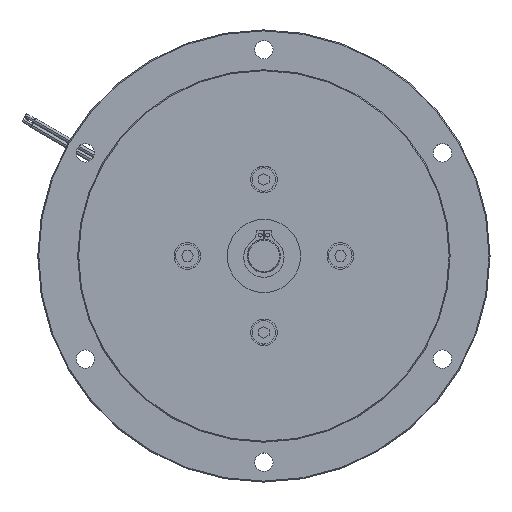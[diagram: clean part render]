
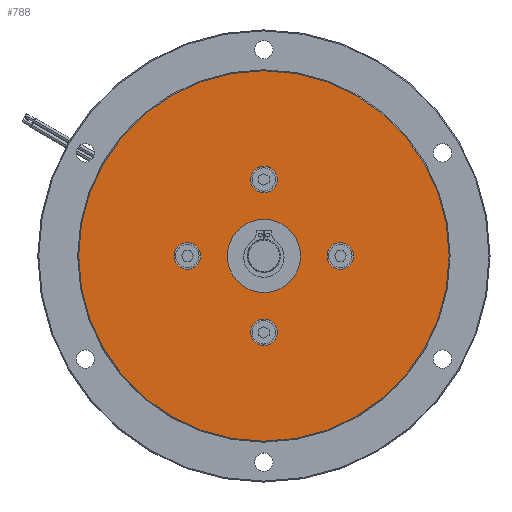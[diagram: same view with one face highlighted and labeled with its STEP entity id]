
A CAD part, top view. The second image highlights one B-rep face of the part: STEP entity #788.
In plain terms, the highlighted planar face has unit normal (0, 0, 1).
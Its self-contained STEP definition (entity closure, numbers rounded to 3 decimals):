
#71 = DIRECTION ( 'NONE',  ( 0., 0., 1. ) ) ;
#137 = EDGE_CURVE ( 'NONE', #4629, #4795, #2572, .T. ) ;
#301 = EDGE_LOOP ( 'NONE', ( #598, #5974 ) ) ;
#415 = CIRCLE ( 'NONE', #4762, 4. ) ;
#440 = CARTESIAN_POINT ( 'NONE',  ( 0., -23., 18.943 ) ) ;
#582 = DIRECTION ( 'NONE',  ( 0., 1., 0. ) ) ;
#598 = ORIENTED_EDGE ( 'NONE', *, *, #2847, .F. ) ;
#607 = EDGE_CURVE ( 'NONE', #1254, #4684, #4136, .T. ) ;
#620 = DIRECTION ( 'NONE',  ( 0., 0., 1. ) ) ;
#628 = DIRECTION ( 'NONE',  ( 0., 0., 1. ) ) ;
#703 = EDGE_CURVE ( 'NONE', #2354, #3919, #6508, .T. ) ;
#718 = DIRECTION ( 'NONE',  ( 0., 0., 1. ) ) ;
#734 = CIRCLE ( 'NONE', #1580, 11. ) ;
#788 = ADVANCED_FACE ( 'NONE', ( #5958, #7534, #1836, #4406, #2846, #6128 ), #1215, .T. ) ;
#1033 = DIRECTION ( 'NONE',  ( 0., 1., 0. ) ) ;
#1054 = CARTESIAN_POINT ( 'NONE',  ( -23., 4., 18.943 ) ) ;
#1064 = ORIENTED_EDGE ( 'NONE', *, *, #6557, .F. ) ;
#1162 = AXIS2_PLACEMENT_3D ( 'NONE', #4366, #4108, #582 ) ;
#1215 = PLANE ( 'NONE',  #1162 ) ;
#1221 = CIRCLE ( 'NONE', #6946, 4. ) ;
#1254 = VERTEX_POINT ( 'NONE', #7240 ) ;
#1428 = CARTESIAN_POINT ( 'NONE',  ( 0., 0., 18.943 ) ) ;
#1449 = DIRECTION ( 'NONE',  ( 0., 1., 0. ) ) ;
#1580 = AXIS2_PLACEMENT_3D ( 'NONE', #2860, #6962, #3463 ) ;
#1771 = ORIENTED_EDGE ( 'NONE', *, *, #2419, .T. ) ;
#1836 = FACE_BOUND ( 'NONE', #301, .T. ) ;
#2185 = AXIS2_PLACEMENT_3D ( 'NONE', #2564, #6671, #3172 ) ;
#2354 = VERTEX_POINT ( 'NONE', #4120 ) ;
#2380 = AXIS2_PLACEMENT_3D ( 'NONE', #5702, #7609, #3686 ) ;
#2406 = VERTEX_POINT ( 'NONE', #2562 ) ;
#2419 = EDGE_CURVE ( 'NONE', #2406, #4892, #2816, .T. ) ;
#2562 = CARTESIAN_POINT ( 'NONE',  ( 0., -55.711, 18.943 ) ) ;
#2564 = CARTESIAN_POINT ( 'NONE',  ( 0., 23., 18.943 ) ) ;
#2572 = CIRCLE ( 'NONE', #2380, 4. ) ;
#2582 = CARTESIAN_POINT ( 'NONE',  ( 0., 27., 18.943 ) ) ;
#2623 = CARTESIAN_POINT ( 'NONE',  ( 0., 23., 18.943 ) ) ;
#2636 = CARTESIAN_POINT ( 'NONE',  ( 0., 19., 18.943 ) ) ;
#2816 = CIRCLE ( 'NONE', #5845, 55.711 ) ;
#2846 = FACE_BOUND ( 'NONE', #3724, .T. ) ;
#2847 = EDGE_CURVE ( 'NONE', #6086, #5536, #415, .T. ) ;
#2860 = CARTESIAN_POINT ( 'NONE',  ( 0., 0., 18.943 ) ) ;
#2939 = DIRECTION ( 'NONE',  ( 0., 0., 1. ) ) ;
#3074 = ORIENTED_EDGE ( 'NONE', *, *, #5889, .F. ) ;
#3172 = DIRECTION ( 'NONE',  ( 0., 1., 0. ) ) ;
#3212 = DIRECTION ( 'NONE',  ( 0., 1., 0. ) ) ;
#3439 = ORIENTED_EDGE ( 'NONE', *, *, #6085, .T. ) ;
#3463 = DIRECTION ( 'NONE',  ( 0., 1., 0. ) ) ;
#3471 = AXIS2_PLACEMENT_3D ( 'NONE', #4154, #628, #4742 ) ;
#3598 = CARTESIAN_POINT ( 'NONE',  ( 0., 0., 18.943 ) ) ;
#3686 = DIRECTION ( 'NONE',  ( 0., 1., 0. ) ) ;
#3707 = EDGE_LOOP ( 'NONE', ( #3074, #6119 ) ) ;
#3721 = CARTESIAN_POINT ( 'NONE',  ( -23., -4., 18.943 ) ) ;
#3724 = EDGE_LOOP ( 'NONE', ( #5559, #1064 ) ) ;
#3870 = EDGE_LOOP ( 'NONE', ( #5388, #5364 ) ) ;
#3919 = VERTEX_POINT ( 'NONE', #6190 ) ;
#3974 = CIRCLE ( 'NONE', #2185, 4. ) ;
#4108 = DIRECTION ( 'NONE',  ( 0., 0., 1. ) ) ;
#4120 = CARTESIAN_POINT ( 'NONE',  ( 0., -27., 18.943 ) ) ;
#4136 = CIRCLE ( 'NONE', #6948, 11. ) ;
#4139 = EDGE_CURVE ( 'NONE', #5536, #6086, #5267, .T. ) ;
#4143 = CARTESIAN_POINT ( 'NONE',  ( 23., 0., 18.943 ) ) ;
#4150 = ORIENTED_EDGE ( 'NONE', *, *, #607, .F. ) ;
#4154 = CARTESIAN_POINT ( 'NONE',  ( -23., 0., 18.943 ) ) ;
#4193 = DIRECTION ( 'NONE',  ( 0., 1., 0. ) ) ;
#4295 = AXIS2_PLACEMENT_3D ( 'NONE', #4143, #620, #4734 ) ;
#4331 = EDGE_CURVE ( 'NONE', #4468, #6257, #3974, .T. ) ;
#4366 = CARTESIAN_POINT ( 'NONE',  ( 0., 0., 18.943 ) ) ;
#4406 = FACE_BOUND ( 'NONE', #3707, .T. ) ;
#4468 = VERTEX_POINT ( 'NONE', #2636 ) ;
#4561 = DIRECTION ( 'NONE',  ( 0., 0., 1. ) ) ;
#4629 = VERTEX_POINT ( 'NONE', #1054 ) ;
#4684 = VERTEX_POINT ( 'NONE', #5763 ) ;
#4734 = DIRECTION ( 'NONE',  ( 0., 1., 0. ) ) ;
#4742 = DIRECTION ( 'NONE',  ( 0., 1., 0. ) ) ;
#4762 = AXIS2_PLACEMENT_3D ( 'NONE', #6381, #718, #5172 ) ;
#4795 = VERTEX_POINT ( 'NONE', #3721 ) ;
#4892 = VERTEX_POINT ( 'NONE', #5553 ) ;
#4909 = ORIENTED_EDGE ( 'NONE', *, *, #5143, .F. ) ;
#5092 = CIRCLE ( 'NONE', #5719, 55.711 ) ;
#5118 = DIRECTION ( 'NONE',  ( 0., 1., 0. ) ) ;
#5143 = EDGE_CURVE ( 'NONE', #4684, #1254, #734, .T. ) ;
#5172 = DIRECTION ( 'NONE',  ( 0., 1., 0. ) ) ;
#5242 = AXIS2_PLACEMENT_3D ( 'NONE', #6878, #2939, #7548 ) ;
#5267 = CIRCLE ( 'NONE', #4295, 4. ) ;
#5364 = ORIENTED_EDGE ( 'NONE', *, *, #4331, .F. ) ;
#5388 = ORIENTED_EDGE ( 'NONE', *, *, #5459, .F. ) ;
#5448 = EDGE_LOOP ( 'NONE', ( #4150, #4909 ) ) ;
#5459 = EDGE_CURVE ( 'NONE', #6257, #4468, #1221, .T. ) ;
#5475 = AXIS2_PLACEMENT_3D ( 'NONE', #440, #4561, #1033 ) ;
#5478 = DIRECTION ( 'NONE',  ( 0., 0., 1. ) ) ;
#5536 = VERTEX_POINT ( 'NONE', #6750 ) ;
#5553 = CARTESIAN_POINT ( 'NONE',  ( 0., 55.711, 18.943 ) ) ;
#5559 = ORIENTED_EDGE ( 'NONE', *, *, #137, .F. ) ;
#5702 = CARTESIAN_POINT ( 'NONE',  ( -23., 0., 18.943 ) ) ;
#5719 = AXIS2_PLACEMENT_3D ( 'NONE', #3598, #71, #4193 ) ;
#5763 = CARTESIAN_POINT ( 'NONE',  ( 0., -11., 18.943 ) ) ;
#5845 = AXIS2_PLACEMENT_3D ( 'NONE', #1428, #6689, #1449 ) ;
#5889 = EDGE_CURVE ( 'NONE', #3919, #2354, #6162, .T. ) ;
#5958 = FACE_OUTER_BOUND ( 'NONE', #6131, .T. ) ;
#5974 = ORIENTED_EDGE ( 'NONE', *, *, #4139, .F. ) ;
#6085 = EDGE_CURVE ( 'NONE', #4892, #2406, #5092, .T. ) ;
#6086 = VERTEX_POINT ( 'NONE', #6506 ) ;
#6119 = ORIENTED_EDGE ( 'NONE', *, *, #703, .F. ) ;
#6128 = FACE_BOUND ( 'NONE', #5448, .T. ) ;
#6131 = EDGE_LOOP ( 'NONE', ( #1771, #3439 ) ) ;
#6162 = CIRCLE ( 'NONE', #5475, 4. ) ;
#6190 = CARTESIAN_POINT ( 'NONE',  ( 0., -19., 18.943 ) ) ;
#6257 = VERTEX_POINT ( 'NONE', #2582 ) ;
#6381 = CARTESIAN_POINT ( 'NONE',  ( 23., 0., 18.943 ) ) ;
#6506 = CARTESIAN_POINT ( 'NONE',  ( 23., 4., 18.943 ) ) ;
#6508 = CIRCLE ( 'NONE', #5242, 4. ) ;
#6557 = EDGE_CURVE ( 'NONE', #4795, #4629, #6806, .T. ) ;
#6671 = DIRECTION ( 'NONE',  ( 0., 0., 1. ) ) ;
#6689 = DIRECTION ( 'NONE',  ( 0., 0., 1. ) ) ;
#6721 = DIRECTION ( 'NONE',  ( 0., 0., 1. ) ) ;
#6750 = CARTESIAN_POINT ( 'NONE',  ( 23., -4., 18.943 ) ) ;
#6806 = CIRCLE ( 'NONE', #3471, 4. ) ;
#6878 = CARTESIAN_POINT ( 'NONE',  ( 0., -23., 18.943 ) ) ;
#6944 = CARTESIAN_POINT ( 'NONE',  ( 0., 0., 18.943 ) ) ;
#6946 = AXIS2_PLACEMENT_3D ( 'NONE', #2623, #6721, #3212 ) ;
#6948 = AXIS2_PLACEMENT_3D ( 'NONE', #6944, #5478, #5118 ) ;
#6962 = DIRECTION ( 'NONE',  ( 0., 0., 1. ) ) ;
#7240 = CARTESIAN_POINT ( 'NONE',  ( 0., 11., 18.943 ) ) ;
#7534 = FACE_BOUND ( 'NONE', #3870, .T. ) ;
#7548 = DIRECTION ( 'NONE',  ( 0., 1., 0. ) ) ;
#7609 = DIRECTION ( 'NONE',  ( 0., 0., 1. ) ) ;
